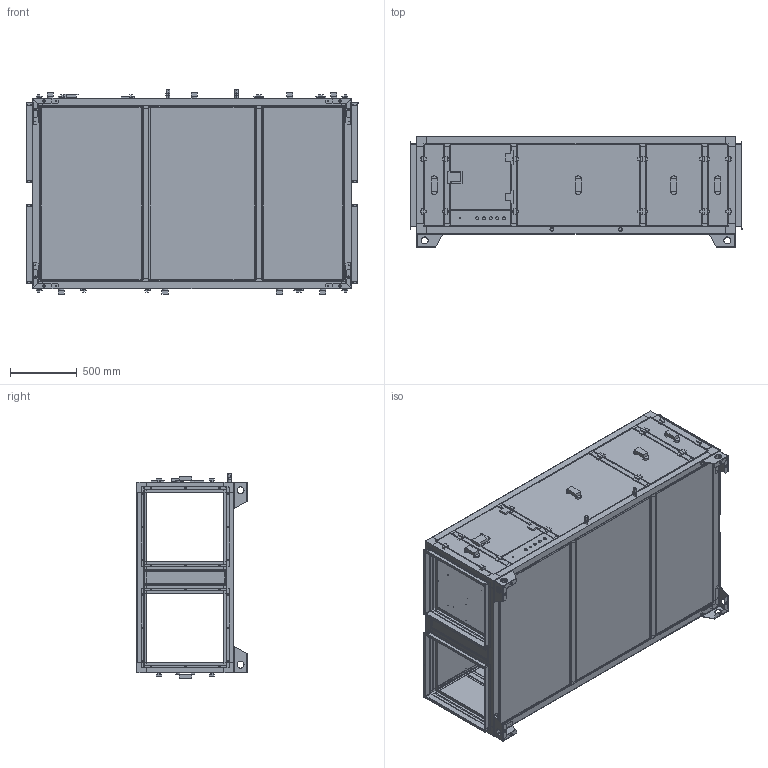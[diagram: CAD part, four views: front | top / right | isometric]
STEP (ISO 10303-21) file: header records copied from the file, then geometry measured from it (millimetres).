
FILE_DESCRIPTION (( 'STEP AP203' ), '1' );
FILE_NAME ('M4523H L.STEP', '2024-09-23T10:19:14', ( '' ), ( '' ), 'SwSTEP 2.0', 'SolidWorks 2023', '' );
FILE_SCHEMA (( 'CONFIG_CONTROL_DESIGN' ));
Length unit declared in the file: millimetre
Products named in the file (137): AynalamaX M4523H 2009 PIC-EN.STEP.STEP.STEP; AynalamaX M4523H 2003 I_Düz.STEP.STEP.STEP; AynalamaX M4523H 2003 D_Düz.STEP.STEP.STEP; AynalamaX M4523H 2001 I_Düz.STEP.STEP.STEP; AynalamaX M4523H 2008_Parça kodlu.STEP.STEP.STEP; M4523H L.STEP.STEP; AynalamaX M4523H 2005 DC-YUK_Plastik.STEP.STEP.STEP; AynalamaX M4523H-A.Profil-6_Isı köprüsüz.STEP.STEP.STEP; AynalamaX M4523H 2007 DC-EN_Plastik.STEP.STEP.STEP; AynalamaX M4523H-FM-4.STEP.STEP.STEP; AynalamaX M4523H 2202_Parça kodlu.STEP.STEP.STEP; AynalamaX M4523H 2001 PIC-YUK.STEP.STEP.STEP; AynalamaX M4523H BK-1.STEP.STEP.STEP; AynalamaX M4523H 2200 D_Düz.STEP.STEP.STEP; AynalamaX M4523H 2010_Parça kodlu.STEP.STEP.STEP; AynalamaX M4523H BO-1_Paslanmaz.STEP.STEP.STEP; AynalamaX M4523H 2200 I_Düz.STEP.STEP.STEP; AynalamaX M4523H 2007 I_Düz.STEP.STEP.STEP; AynalamaX M4523H 2201 TY.STEP.STEP.STEP; AynalamaX M4523H 2005 DC-EN_Plastik.STEP.STEP.STEP; M4523H L.STEP; AynalamaX M4523H 2003 DC-YUK_Plastik.STEP.STEP.STEP; AynalamaX M4523H 2005_Parça kodlu.STEP.STEP.STEP; AynalamaX M4523H CBKP_1.STEP.STEP.STEP; AynalamaX M4523H 2205 TY.STEP.STEP.STEP; AynalamaX M4523H 2007 PIC-EN.STEP.STEP.STEP; AynalamaX M4523H 2200_Parça kodlu.STEP.STEP.STEP; AynalamaX M4523H 2201_Parça kodlu.STEP1.STEP.STEP; AynalamaX M4523H BKM-1.STEP1.STEP.STEP; AynalamaX M4523H 2007 PIC-YUK.STEP.STEP.STEP; AynalamaX M4523H 2005 TY.STEP.STEP.STEP; AynalamaX M4523H 2006 PIC-YUK.STEP.STEP.STEP; AynalamaX M4523H 2009 D_Düz.STEP.STEP.STEP; AynalamaX M4523H 2030 D_Düz.STEP.STEP.STEP; AynalamaX M4523H 2008 PIC-EN.STEP.STEP.STEP; AynalamaX M4523H 2203_Parça kodlu.STEP.STEP.STEP; AynalamaX M4523H 2008 D_Düz.STEP.STEP.STEP; AynalamaX M4523H 2201 BC.STEP.STEP.STEP; AynalamaX M4523H 2030 PIC-EN.STEP.STEP.STEP; AynalamaX M4523H Ayak.STEP.STEP.STEP ...
Assembly tree (327 placements, depth 8):
  M4523H L
    M4523H L.STEP
      M4523H L.STEP.STEP
        AynalamaM4523H R.STEP.STEP.STEP
          AynalamaX M4523H-M51-Profil Montaj.STEP.STEP.STEP
            AynalamaX M4523H-K.Profil-26_Isı köprüsüz.STEP.STEP.STEP  x4
            AynalamaX M4523H-K.Profil-25_Isı köprüsüz.STEP.STEP.STEP  x4
            AynalamaX M4523H-K.Profil-27_Isı köprüsüz.STEP.STEP.STEP  x4
            AynalamaX M4523H-A.Profil-6_Isı köprüsüz.STEP.STEP.STEP  x11
            AynalamaX M4523H-AB.STEP.STEP.STEP  x30
            AynalamaX M4523H-A.Profil-7_Isı köprüsüz.STEP.STEP.STEP  x4
            AynalamaX M4523H-KB.STEP.STEP.STEP  x8
          AynalamaX M4523H 2001_Parça kodlu.STEP.STEP.STEP
            AynalamaX M4523H 2001 D_Düz.STEP.STEP.STEP
            AynalamaX M4523H 2001 I_Düz.STEP.STEP.STEP
            AynalamaX M4523H 2001 DC-EN_Plastik.STEP.STEP.STEP  x2
            AynalamaX M4523H 2001 DC-YUK_Plastik.STEP.STEP.STEP  x2
            AynalamaX M4523H 2001 PIC-EN.STEP.STEP.STEP  x2
            AynalamaX M4523H 2001 PIC-YUK.STEP.STEP.STEP  x2
            AynalamaX M4523H 2001 TY.STEP.STEP.STEP
            AynalamaX M4523H CBKP.STEP.STEP.STEP  x4
          AynalamaX M4523H 2003_Parça kodlu.STEP.STEP.STEP
            AynalamaX M4523H 2003 D_Düz.STEP.STEP.STEP
            AynalamaX M4523H 2003 I_Düz.STEP.STEP.STEP
            AynalamaX M4523H 2003 DC-EN_Plastik.STEP.STEP.STEP  x2
            AynalamaX M4523H 2003 DC-YUK_Plastik.STEP.STEP.STEP  x2
            AynalamaX M4523H 2003 PIC-EN.STEP.STEP.STEP  x2
            AynalamaX M4523H 2003 PIC-YUK.STEP.STEP.STEP  x2
            AynalamaX M4523H 2003 TY.STEP.STEP.STEP
            AynalamaX M4523H CBKP.STEP.STEP.STEP  x4
          AynalamaX M4523H 2100.STEP.STEP.STEP
            AynalamaX M4523H 2100 D_Düz.STEP.STEP.STEP
            AynalamaX M4523H 2100 I_Düz.STEP.STEP.STEP
            AynalamaX M4523H ME.STEP.STEP.STEP  x2
            AynalamaX M4523H Kİ.STEP.STEP.STEP
            AynalamaX M4523H 2100 TY.STEP.STEP.STEP
            AynalamaX M4523H 2100 BC.STEP.STEP.STEP
          AynalamaX M4523H 2200_Parça kodlu.STEP.STEP.STEP
            AynalamaX M4523H 2200 D_Düz.STEP.STEP.STEP
            AynalamaX M4523H 2200 I_Düz.STEP.STEP.STEP
            AynalamaX M4523H KU.STEP.STEP.STEP
            AynalamaX M4523H MA.STEP.STEP.STEP  x4
            AynalamaX M4523H 2200 TY.STEP.STEP.STEP
            AynalamaX M4523H 2200 BC.STEP.STEP.STEP
          AynalamaX M4523H 2200.STEP.STEP.STEP
            AynalamaX M4523H 2200 D_Düz.STEP.STEP.STEP
            AynalamaX M4523H 2200 I_Düz.STEP.STEP.STEP
            AynalamaX M4523H KU.STEP.STEP.STEP
            AynalamaX M4523H MA.STEP.STEP.STEP  x4
            AynalamaX M4523H 2200 TY.STEP.STEP.STEP
            AynalamaX M4523H 2200 BC.STEP.STEP.STEP
          AynalamaX M4523H 2201_Parça kodlu.STEP.STEP.STEP
            AynalamaX M4523H 2201 D_Düz.STEP.STEP.STEP
            AynalamaX M4523H 2201 I_Düz.STEP.STEP.STEP
            AynalamaX M4523H KU.STEP.STEP.STEP
            AynalamaX M4523H MA.STEP.STEP.STEP  x4
            AynalamaX M4523H 2201 TY.STEP.STEP.STEP
            AynalamaX M4523H 2201 BC.STEP.STEP.STEP
          AynalamaX M4523H 2202_Parça kodlu.STEP.STEP.STEP
            AynalamaX M4523H 2202 D_Düz.STEP.STEP.STEP
Bounding box: 2495 x 830 x 1537.99 mm (x, y, z)
Volume: 372889708 mm3; surface area: 76653059.5 mm2
Topology: 314 solids, 314 shells, 7578 faces, 17862 edges, 10942 vertices
Faces by surface type: plane 4964, cylinder 2386, bspline 228
Entity records: 145172 total; most frequent: CARTESIAN_POINT 27941, DIRECTION 20867, ORIENTED_EDGE 19154, EDGE_CURVE 9577, AXIS2_PLACEMENT_3D 7258, VECTOR 6351, LINE 6351, VERTEX_POINT 5692
